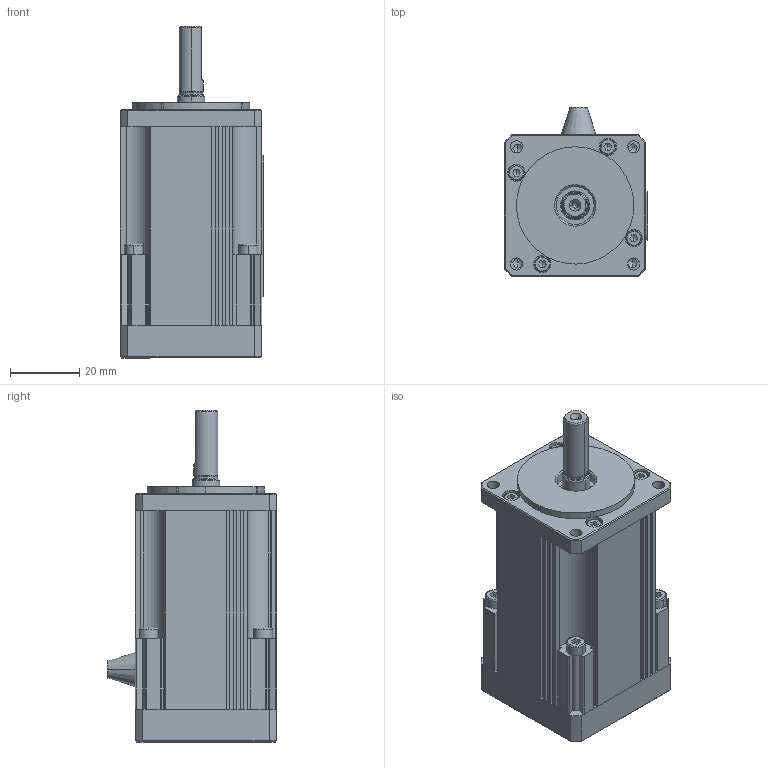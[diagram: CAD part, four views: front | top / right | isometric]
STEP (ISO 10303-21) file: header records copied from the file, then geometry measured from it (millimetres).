
FILE_DESCRIPTION((''),'2;1');
FILE_NAME('CML-50 BASIC.stp','2013-07-10T11:38:40',('arodrigo'),(''),'Autodesk Inventor 9','Autodesk Inventor 9','');
FILE_SCHEMA(('AUTOMOTIVE_DESIGN { 1 0 10303 214 1 1 1 1 }'));
Length unit declared in the file: millimetre
Products named in the file (1): Pieza2
Bounding box: 41.5 x 49 x 96.2 mm (x, y, z)
Volume: 107863.9 mm3; surface area: 23710.6 mm2
Topology: 1 solids, 11 shells, 534 faces, 1388 edges, 874 vertices
Faces by surface type: plane 247, cylinder 132, bspline 60, cone 45, torus 26, sphere 24
Entity records: 17174 total; most frequent: CARTESIAN_POINT 4247, DIRECTION 2735, ORIENTED_EDGE 2724, EDGE_CURVE 1362, AXIS2_PLACEMENT_3D 1024, VERTEX_POINT 874, VECTOR 687, LINE 687
